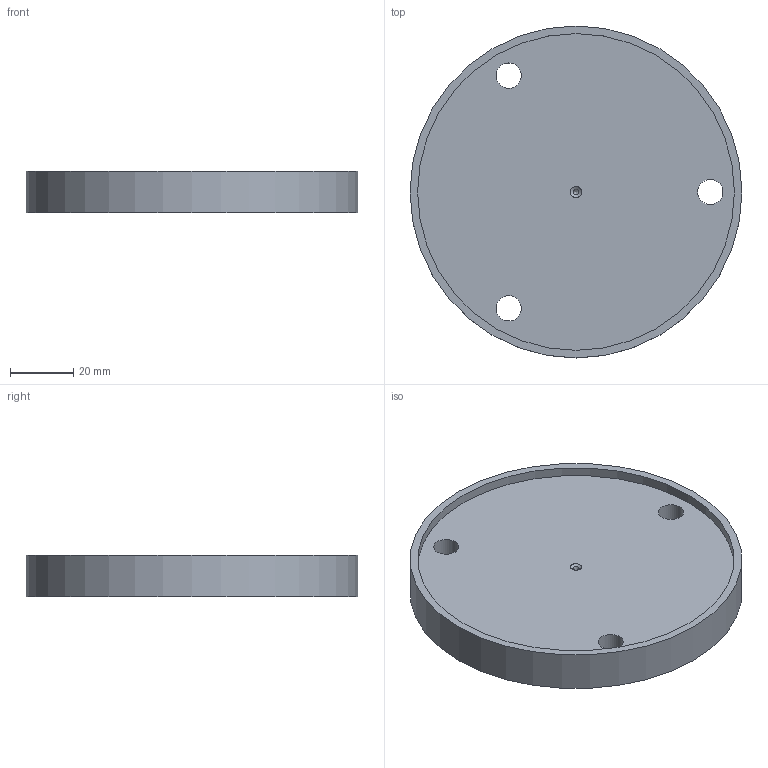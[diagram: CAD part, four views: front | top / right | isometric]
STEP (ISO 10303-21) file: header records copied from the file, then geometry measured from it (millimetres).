
FILE_DESCRIPTION(('FreeCAD Model'),'2;1');
FILE_NAME('Open CASCADE Shape Model','2025-05-03T09:03:05',('FreeCAD'),( 'FreeCAD'),'Open CASCADE STEP processor 7.6','FreeCAD','Unknown');
FILE_SCHEMA(('AUTOMOTIVE_DESIGN { 1 0 10303 214 1 1 1 1 }'));
Length unit declared in the file: millimetre
Products named in the file (1): Open CASCADE STEP translator 7.6 1
Bounding box: 105 x 105 x 13 mm (x, y, z)
Surface area: 22985.6 mm2 (no closed solid volume)
Topology: 0 solids, 1 shells, 10 faces, 31 edges, 23 vertices
Faces by surface type: cylinder 5, plane 3, bspline 2
Full cylindrical faces by diameter (mm): 8 x3, 100.2 x1, 105 x1
Entity records: 1257 total; most frequent: CARTESIAN_POINT 952, DIRECTION 59, ORIENTED_EDGE 59, EDGE_CURVE 30, AXIS2_PLACEMENT_3D 27, VERTEX_POINT 23, FACE_BOUND 19, EDGE_LOOP 19
